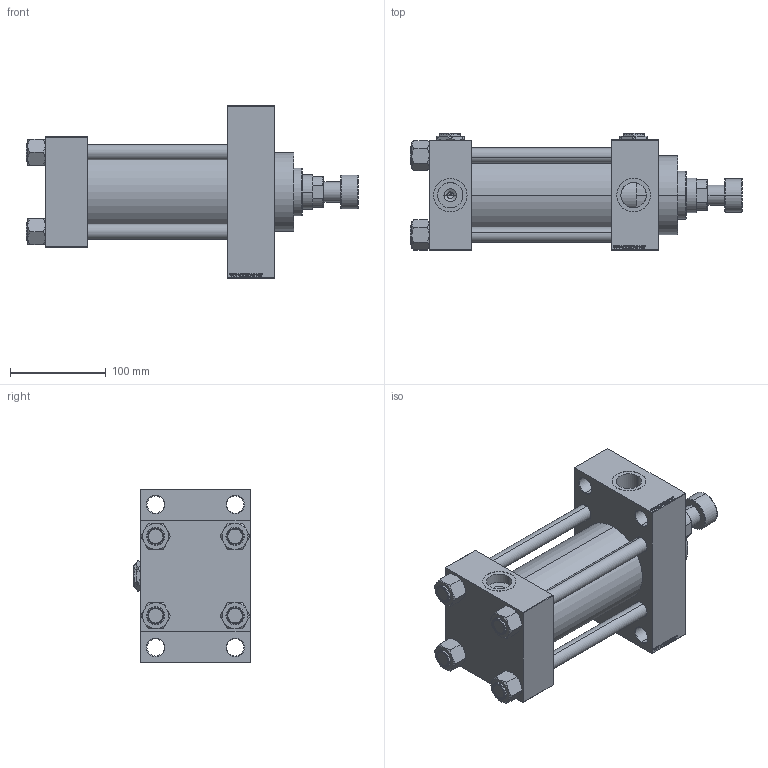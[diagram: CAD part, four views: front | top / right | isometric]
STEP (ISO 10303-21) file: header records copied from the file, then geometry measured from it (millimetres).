
FILE_DESCRIPTION (( 'STEP AP203' ), '1' );
FILE_NAME ('4762.STEP', '2023-10-18T14:05:29', ( '' ), ( '' ), 'SwSTEP 2.0', 'SolidWorks 2019', '' );
FILE_SCHEMA (( 'CONFIG_CONTROL_DESIGN' ));
Length unit declared in the file: millimetre
Products named in the file (8): Zatka_pro_OIL_PORT 4934253bff5b99f0782cdaf49d59b343; V215CR_D_Body 4934253bff5b99f0782cdaf49d59b343; V215_VC_A 4934253bff5b99f0782cdaf49d59b343; NUT_M5_D 4934253bff5b99f0782cdaf49d59b343; V215CR_VCP_D 4934253bff5b99f0782cdaf49d59b343; 4762; V215CR_D_TYCINKA 4934253bff5b99f0782cdaf49d59b343; V215CR_ROD_END_F 4934253bff5b99f0782cdaf49d59b343
Assembly tree (14 placements, depth 2):
  4762
    V215CR_D_Body 4934253bff5b99f0782cdaf49d59b343
    V215CR_VCP_D 4934253bff5b99f0782cdaf49d59b343
    NUT_M5_D 4934253bff5b99f0782cdaf49d59b343  x4
    V215CR_D_TYCINKA 4934253bff5b99f0782cdaf49d59b343  x4
    V215_VC_A 4934253bff5b99f0782cdaf49d59b343
    V215CR_ROD_END_F 4934253bff5b99f0782cdaf49d59b343
    Zatka_pro_OIL_PORT 4934253bff5b99f0782cdaf49d59b343  x2
Bounding box: 346 x 122 x 180 mm (x, y, z)
Volume: 2197552.2 mm3; surface area: 375725.2 mm2
Topology: 14 solids, 14 shells, 1266 faces, 3164 edges, 2044 vertices
Faces by surface type: plane 597, bspline 368, cone 186, cylinder 103, torus 12
Entity records: 50269 total; most frequent: CARTESIAN_POINT 25935, ORIENTED_EDGE 5400, DIRECTION 3604, EDGE_CURVE 2700, VERTEX_POINT 1764, LINE 1576, VECTOR 1576, EDGE_LOOP 1208
